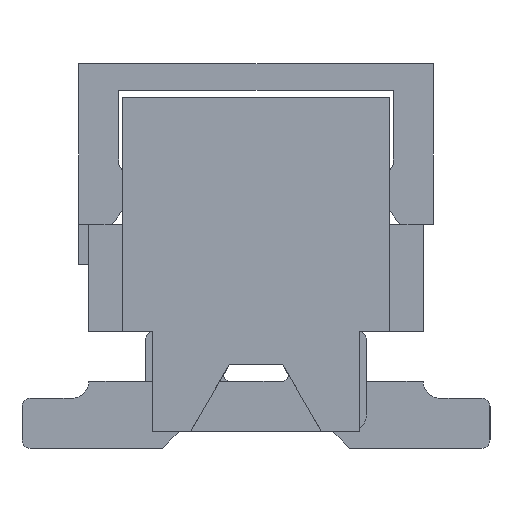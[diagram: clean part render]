
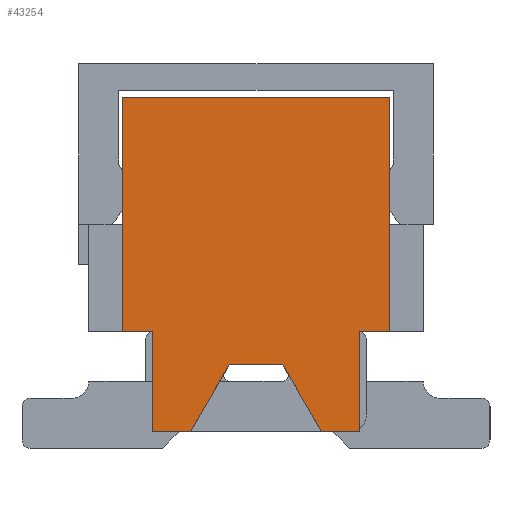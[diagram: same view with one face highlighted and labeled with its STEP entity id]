
A CAD part, left-side view. The second image highlights one B-rep face of the part: STEP entity #43254.
In plain terms, the highlighted planar face has unit normal (-1, 0, 0).
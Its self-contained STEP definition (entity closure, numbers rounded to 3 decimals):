
#8905=ORIENTED_EDGE('',*,*,#14948,.F.);
#8906=ORIENTED_EDGE('',*,*,#14944,.F.);
#8907=ORIENTED_EDGE('',*,*,#14383,.F.);
#8908=ORIENTED_EDGE('',*,*,#14381,.F.);
#8909=ORIENTED_EDGE('',*,*,#14378,.F.);
#8910=ORIENTED_EDGE('',*,*,#10839,.F.);
#8911=ORIENTED_EDGE('',*,*,#14375,.F.);
#8912=ORIENTED_EDGE('',*,*,#14373,.F.);
#8913=ORIENTED_EDGE('',*,*,#14370,.F.);
#8914=ORIENTED_EDGE('',*,*,#14852,.F.);
#8915=ORIENTED_EDGE('',*,*,#14949,.T.);
#8916=ORIENTED_EDGE('',*,*,#14753,.F.);
#8917=ORIENTED_EDGE('',*,*,#11208,.F.);
#8918=ORIENTED_EDGE('',*,*,#14721,.F.);
#10839=EDGE_CURVE('',#15549,#15550,#18634,.T.);
#11208=EDGE_CURVE('',#15914,#15915,#19003,.T.);
#14370=EDGE_CURVE('',#18012,#18010,#21519,.T.);
#14373=EDGE_CURVE('',#18010,#18014,#21522,.T.);
#14375=EDGE_CURVE('',#18014,#15549,#21524,.T.);
#14378=EDGE_CURVE('',#15550,#18016,#21527,.T.);
#14381=EDGE_CURVE('',#18016,#18018,#21530,.T.);
#14383=EDGE_CURVE('',#18018,#18019,#21532,.T.);
#14721=EDGE_CURVE('',#17980,#15914,#21870,.T.);
#14753=EDGE_CURVE('',#15915,#18205,#21902,.T.);
#14852=EDGE_CURVE('',#18265,#18012,#22001,.T.);
#14944=EDGE_CURVE('',#18019,#18302,#22093,.T.);
#14948=EDGE_CURVE('',#18302,#17980,#22097,.T.);
#14949=EDGE_CURVE('',#18265,#18205,#22098,.T.);
#15549=VERTEX_POINT('',#55065);
#15550=VERTEX_POINT('',#55067);
#15914=VERTEX_POINT('',#55806);
#15915=VERTEX_POINT('',#55807);
#17980=VERTEX_POINT('',#61858);
#18010=VERTEX_POINT('',#61961);
#18012=VERTEX_POINT('',#61966);
#18014=VERTEX_POINT('',#61971);
#18016=VERTEX_POINT('',#61980);
#18018=VERTEX_POINT('',#61986);
#18019=VERTEX_POINT('',#61992);
#18205=VERTEX_POINT('',#62663);
#18265=VERTEX_POINT('',#62924);
#18302=VERTEX_POINT('',#63054);
#18634=LINE('',#55066,#22724);
#19003=LINE('',#55805,#23093);
#21519=LINE('',#61967,#25609);
#21522=LINE('',#61973,#25612);
#21524=LINE('',#61976,#25614);
#21527=LINE('',#61982,#25617);
#21530=LINE('',#61988,#25620);
#21532=LINE('',#61991,#25622);
#21870=LINE('',#62605,#25960);
#21902=LINE('',#62662,#25992);
#22001=LINE('',#62925,#26091);
#22093=LINE('',#63053,#26183);
#22097=LINE('',#63060,#26187);
#22098=LINE('',#63061,#26188);
#22724=VECTOR('',#46334,1000.);
#23093=VECTOR('',#46715,1000.);
#25609=VECTOR('',#52325,1000.);
#25612=VECTOR('',#52330,1000.);
#25614=VECTOR('',#52334,1000.);
#25617=VECTOR('',#52339,1000.);
#25620=VECTOR('',#52344,1000.);
#25622=VECTOR('',#52348,1000.);
#25960=VECTOR('',#52914,1000.);
#25992=VECTOR('',#52948,1000.);
#26091=VECTOR('',#53253,1000.);
#26183=VECTOR('',#53345,1000.);
#26187=VECTOR('',#53351,1000.);
#26188=VECTOR('',#53352,1000.);
#27814=EDGE_LOOP('',(#8905,#8906,#8907,#8908,#8909,#8910,#8911,#8912,#8913,
#8914,#8915,#8916,#8917,#8918));
#29453=FACE_BOUND('',#27814,.T.);
#30730=PLANE('',#45510);
#43254=ADVANCED_FACE('',(#29453),#30730,.F.);
#45510=AXIS2_PLACEMENT_3D('',#63059,#53349,#53350);
#46334=DIRECTION('',(0.,1.,0.));
#46715=DIRECTION('',(0.,-1.,0.));
#52325=DIRECTION('',(0.,0.,-1.));
#52330=DIRECTION('',(0.,1.,0.));
#52334=DIRECTION('',(0.,0.502,0.865));
#52339=DIRECTION('',(0.,0.502,-0.865));
#52344=DIRECTION('',(0.,1.,0.));
#52348=DIRECTION('',(0.,0.,1.));
#52914=DIRECTION('',(0.,0.,1.));
#52948=DIRECTION('',(0.,0.,-1.));
#53253=DIRECTION('',(0.,1.,0.));
#53345=DIRECTION('',(0.,1.,0.));
#53349=DIRECTION('',(1.,0.,0.));
#53350=DIRECTION('',(0.,0.,-1.));
#53351=DIRECTION('',(0.,0.,1.));
#53352=DIRECTION('',(0.,0.,1.));
#55065=CARTESIAN_POINT('',(-11.695,-0.4,-1.3));
#55066=CARTESIAN_POINT('',(-11.695,-0.4,-1.3));
#55067=CARTESIAN_POINT('',(-11.695,0.4,-1.3));
#55805=CARTESIAN_POINT('',(-11.695,2.,2.7));
#55806=CARTESIAN_POINT('',(-11.695,2.,2.7));
#55807=CARTESIAN_POINT('',(-11.695,-2.,2.7));
#61858=CARTESIAN_POINT('',(-11.695,2.,0.8));
#61961=CARTESIAN_POINT('',(-11.695,-1.55,-2.3));
#61966=CARTESIAN_POINT('',(-11.695,-1.55,-0.8));
#61967=CARTESIAN_POINT('',(-11.695,-1.55,-0.8));
#61971=CARTESIAN_POINT('',(-11.695,-0.98,-2.3));
#61973=CARTESIAN_POINT('',(-11.695,-1.55,-2.3));
#61976=CARTESIAN_POINT('',(-11.695,-0.98,-2.3));
#61980=CARTESIAN_POINT('',(-11.695,0.98,-2.3));
#61982=CARTESIAN_POINT('',(-11.695,0.4,-1.3));
#61986=CARTESIAN_POINT('',(-11.695,1.55,-2.3));
#61988=CARTESIAN_POINT('',(-11.695,0.98,-2.3));
#61991=CARTESIAN_POINT('',(-11.695,1.55,-0.8));
#61992=CARTESIAN_POINT('',(-11.695,1.55,-0.8));
#62605=CARTESIAN_POINT('',(-11.695,2.,0.8));
#62662=CARTESIAN_POINT('',(-11.695,-2.,2.7));
#62663=CARTESIAN_POINT('',(-11.695,-2.,0.8));
#62924=CARTESIAN_POINT('',(-11.695,-2.,-0.8));
#62925=CARTESIAN_POINT('',(-11.695,-2.5,-0.8));
#63053=CARTESIAN_POINT('',(-11.695,2.5,-0.8));
#63054=CARTESIAN_POINT('',(-11.695,2.,-0.8));
#63059=CARTESIAN_POINT('',(-11.695,0.,0.));
#63060=CARTESIAN_POINT('',(-11.695,2.,-0.8));
#63061=CARTESIAN_POINT('',(-11.695,-2.,-0.8));
